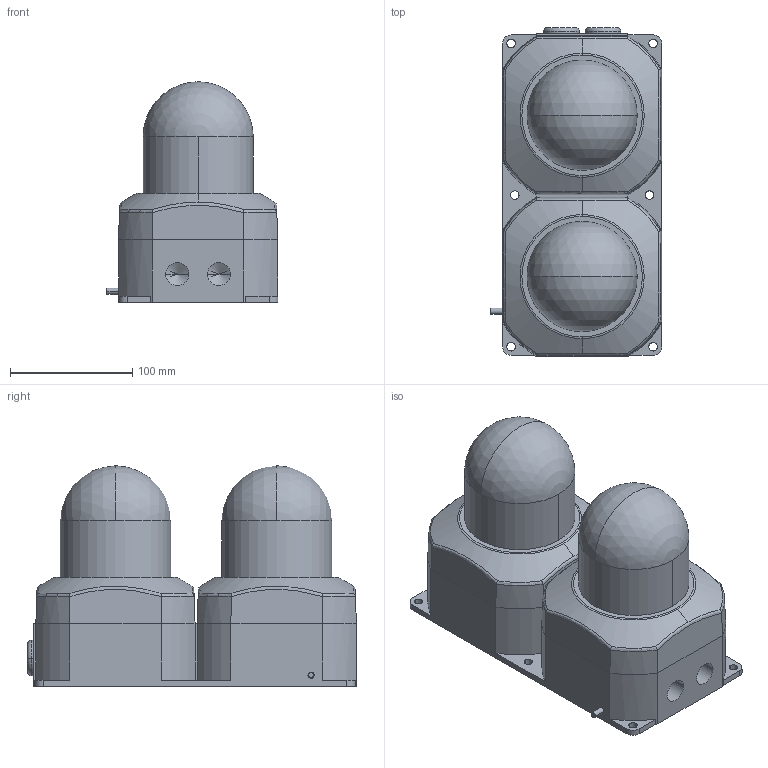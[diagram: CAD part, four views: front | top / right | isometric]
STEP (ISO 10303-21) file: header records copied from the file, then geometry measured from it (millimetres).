
FILE_DESCRIPTION (( 'STEP AP203' ), '1' );
FILE_NAME ('D215-05-120_Issue_1.STEP', '2019-08-16T14:20:34', ( '' ), ( '' ), 'SwSTEP 2.0', 'SolidWorks 2019', '' );
FILE_SCHEMA (( 'CONFIG_CONTROL_DESIGN' ));
Length unit declared in the file: millimetre
Products named in the file (1): D215-05-120_Issue_1
Bounding box: 140 x 268.4 x 180 mm (x, y, z)
Volume: 3636565.4 mm3; surface area: 180498.4 mm2
Topology: 1 solids, 3 shells, 128 faces, 323 edges, 196 vertices
Faces by surface type: cylinder 42, plane 36, cone 22, torus 16, bspline 8, sphere 4
Entity records: 4736 total; most frequent: CARTESIAN_POINT 1688, ORIENTED_EDGE 622, DIRECTION 617, EDGE_CURVE 311, AXIS2_PLACEMENT_3D 253, VERTEX_POINT 196, EDGE_LOOP 147, CIRCLE 132
